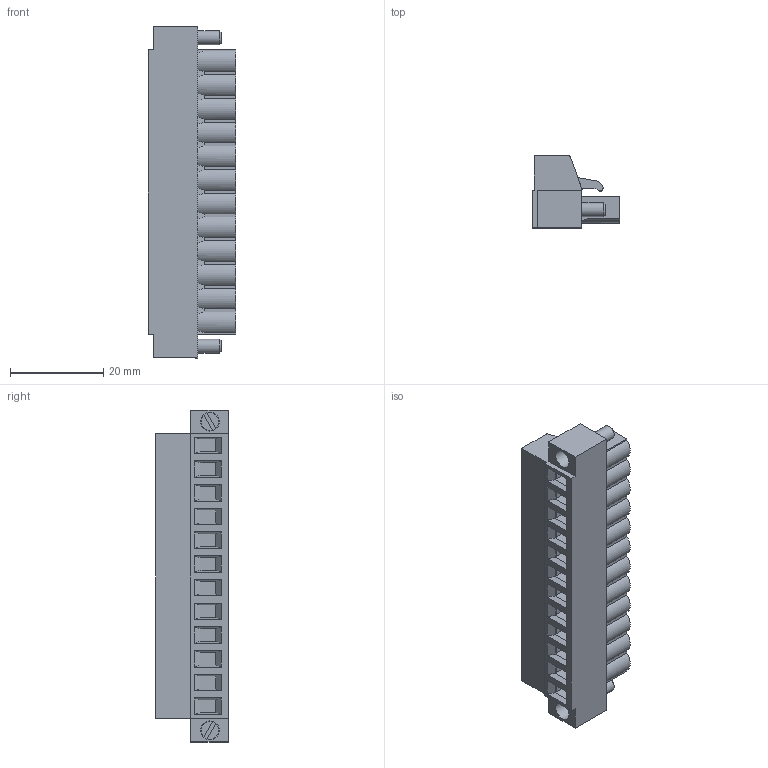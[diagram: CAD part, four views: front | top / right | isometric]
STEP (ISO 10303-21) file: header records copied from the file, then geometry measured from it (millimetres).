
FILE_DESCRIPTION( ( 'STEP AP214' ), '1' );
FILE_NAME( 'SH12-5,08-K.stp', ' ', ( ' ' ), ( ' ' ), 'PSStep 14.0', 'VISI 19.0', ' ' );
FILE_SCHEMA( ( 'AUTOMOTIVE_DESIGN { 1 0 10303 214 1 1 1 1 }' ) );
Length unit declared in the file: millimetre
Products named in the file (1): 1
Bounding box: 18.85 x 15.5 x 71.12 mm (x, y, z)
Volume: 11144.7 mm3; surface area: 7602.9 mm2
Topology: 1 solids, 1 shells, 474 faces, 1136 edges, 745 vertices
Faces by surface type: plane 357, cylinder 91, cone 26
Full cylindrical faces by diameter (mm): 1.6 x12, 2.6 x12, 2.85 x12, 3 x2, 3.8 x12, 4 x14
Entity records: 16590 total; most frequent: DIRECTION 2215, CARTESIAN_POINT 2168, ORIENTED_EDGE 1994, EDGE_CURVE 997, AXIS2_PLACEMENT_3D 743, LINE 729, VECTOR 729, VERTEX_POINT 696
